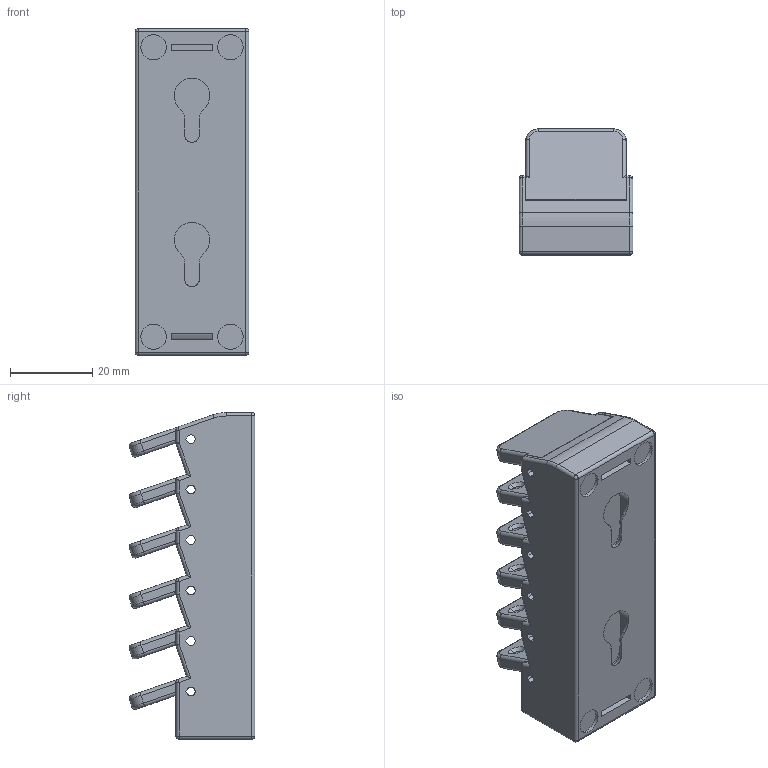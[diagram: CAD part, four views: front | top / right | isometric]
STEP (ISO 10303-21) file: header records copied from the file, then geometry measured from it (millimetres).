
FILE_DESCRIPTION (( 'STEP AP214' ), '1' );
FILE_NAME ('SV4 dock (5).STEP', '2025-03-16T19:37:22', ( '' ), ( '' ), 'SwSTEP 2.0', 'SolidWorks 2024', '' );
FILE_SCHEMA (( 'AUTOMOTIVE_DESIGN' ));
Length unit declared in the file: millimetre
Products named in the file (1): SV4 dock (5)
Bounding box: 27.65 x 30.5 x 79.24 mm (x, y, z)
Volume: 30022.5 mm3; surface area: 27298.5 mm2
Topology: 3 solids, 3 shells, 785 faces, 2124 edges, 1318 vertices
Faces by surface type: plane 394, cylinder 239, bspline 56, cone 44, torus 26, sphere 26
Entity records: 26882 total; most frequent: CARTESIAN_POINT 7317, ORIENTED_EDGE 4196, DIRECTION 3893, EDGE_CURVE 2098, LINE 1401, VECTOR 1401, VERTEX_POINT 1318, AXIS2_PLACEMENT_3D 1246
